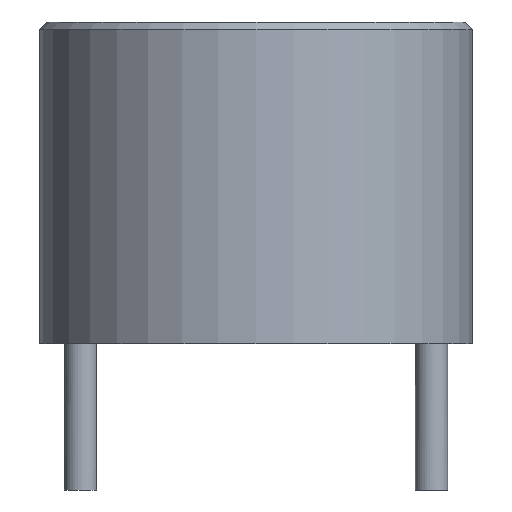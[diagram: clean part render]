
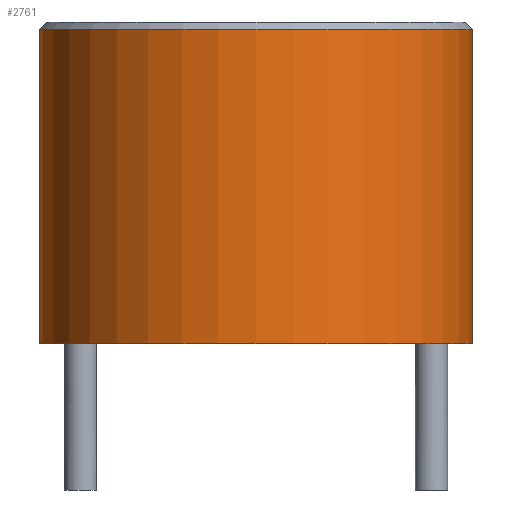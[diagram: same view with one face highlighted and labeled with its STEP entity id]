
A CAD part, front view. The second image highlights one B-rep face of the part: STEP entity #2761.
In plain terms, the highlighted cylindrical face has radius 7.4 mm (diameter 14.8 mm), a full revolution.
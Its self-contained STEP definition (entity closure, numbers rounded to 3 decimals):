
#850=ORIENTED_EDGE('',*,*,#1290,.F.);
#851=ORIENTED_EDGE('',*,*,#1114,.F.);
#1114=EDGE_CURVE('',#1385,#1385,#1561,.T.);
#1290=EDGE_CURVE('',#1506,#1506,#1584,.T.);
#1385=VERTEX_POINT('',#3497);
#1506=VERTEX_POINT('',#4215);
#1561=CIRCLE('',#2831,7.4);
#1584=CIRCLE('',#2914,7.4);
#1666=EDGE_LOOP('',(#850));
#1667=EDGE_LOOP('',(#851));
#1803=FACE_BOUND('',#1666,.T.);
#1804=FACE_BOUND('',#1667,.T.);
#1878=CYLINDRICAL_SURFACE('',#2913,7.4);
#2761=ADVANCED_FACE('',(#1803,#1804),#1878,.T.);
#2831=AXIS2_PLACEMENT_3D('',#3496,#3000,#3001);
#2913=AXIS2_PLACEMENT_3D('',#4213,#3298,#3299);
#2914=AXIS2_PLACEMENT_3D('',#4214,#3300,#3301);
#3000=DIRECTION('',(0.,0.,-1.));
#3001=DIRECTION('',(-1.,0.,0.));
#3298=DIRECTION('',(0.,0.,1.));
#3299=DIRECTION('',(-1.,0.,0.));
#3300=DIRECTION('',(0.,0.,1.));
#3301=DIRECTION('',(1.,0.,0.));
#3496=CARTESIAN_POINT('',(0.,0.,0.));
#3497=CARTESIAN_POINT('',(-7.4,0.,0.));
#4213=CARTESIAN_POINT('',(0.,0.,0.));
#4214=CARTESIAN_POINT('',(0.,0.,10.75));
#4215=CARTESIAN_POINT('',(7.4,0.,10.75));
